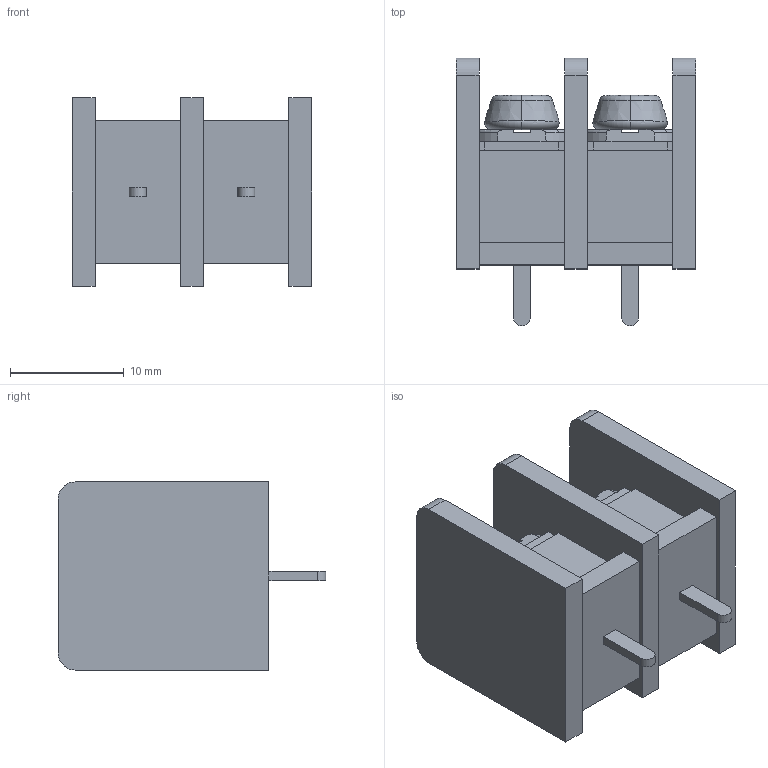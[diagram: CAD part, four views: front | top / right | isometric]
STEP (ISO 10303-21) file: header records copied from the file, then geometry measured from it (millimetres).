
FILE_DESCRIPTION (( 'STEP AP214' ), '1' );
FILE_NAME ('OSTYK51102030.STEP', '2021-09-01T21:26:30', ( '' ), ( '' ), 'SwSTEP 2.0', 'SolidWorks 2017', '' );
FILE_SCHEMA (( 'AUTOMOTIVE_DESIGN' ));
Length unit declared in the file: millimetre
Products named in the file (1): OSTYK51102030
Bounding box: 21 x 23.5 x 16.5 mm (x, y, z)
Volume: 3583.8 mm3; surface area: 3179.7 mm2
Topology: 5 solids, 5 shells, 184 faces, 522 edges, 338 vertices
Faces by surface type: plane 142, torus 18, cylinder 12, cone 12
Entity records: 6164 total; most frequent: CARTESIAN_POINT 1285, ORIENTED_EDGE 1044, DIRECTION 956, EDGE_CURVE 522, VECTOR 362, LINE 362, VERTEX_POINT 338, AXIS2_PLACEMENT_3D 297
